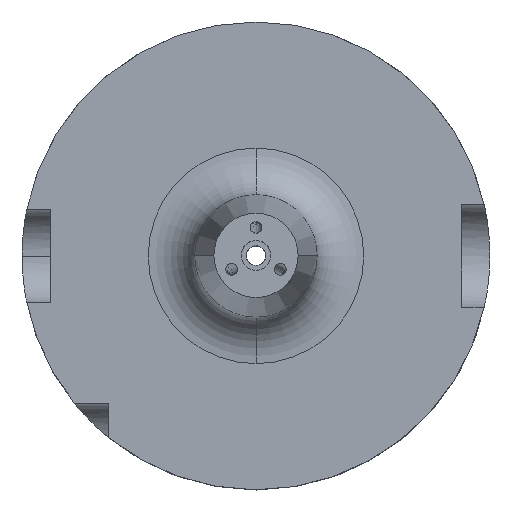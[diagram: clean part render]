
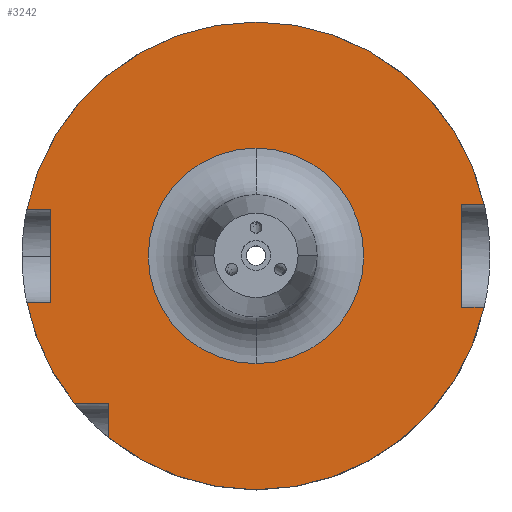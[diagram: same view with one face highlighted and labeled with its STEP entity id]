
A CAD part, top view. The second image highlights one B-rep face of the part: STEP entity #3242.
In plain terms, the highlighted planar face has unit normal (0, 0, 1).
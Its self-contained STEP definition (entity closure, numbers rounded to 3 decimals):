
#16 = DIRECTION ( 'NONE',  ( 0., -1., 0. ) ) ;
#44 = DIRECTION ( 'NONE',  ( -1., 0., 0. ) ) ;
#84 = ORIENTED_EDGE ( 'NONE', *, *, #1945, .F. ) ;
#112 = CIRCLE ( 'NONE', #1475, 50. ) ;
#138 = CARTESIAN_POINT ( 'NONE',  ( 0., 23.045, 29. ) ) ;
#151 = CIRCLE ( 'NONE', #1584, 23.045 ) ;
#163 = ORIENTED_EDGE ( 'NONE', *, *, #2469, .F. ) ;
#217 = VERTEX_POINT ( 'NONE', #1436 ) ;
#231 = CARTESIAN_POINT ( 'NONE',  ( 44., -11., 29. ) ) ;
#292 = CARTESIAN_POINT ( 'NONE',  ( -48.99, -10., 29. ) ) ;
#322 = CARTESIAN_POINT ( 'NONE',  ( 54., -11., 29. ) ) ;
#355 = EDGE_LOOP ( 'NONE', ( #849, #1062, #751, #929, #2904, #729, #2238, #2984, #84, #2329, #3078, #163 ) ) ;
#418 = DIRECTION ( 'NONE',  ( 0., 0., -1. ) ) ;
#519 = DIRECTION ( 'NONE',  ( 0., 0., -1. ) ) ;
#523 = ORIENTED_EDGE ( 'NONE', *, *, #1717, .T. ) ;
#548 = DIRECTION ( 'NONE',  ( 0., 0., -1. ) ) ;
#603 = VECTOR ( 'NONE', #2666, 1000. ) ;
#641 = VECTOR ( 'NONE', #2307, 1000. ) ;
#729 = ORIENTED_EDGE ( 'NONE', *, *, #1824, .F. ) ;
#734 = EDGE_CURVE ( 'NONE', #1316, #1402, #2654, .T. ) ;
#751 = ORIENTED_EDGE ( 'NONE', *, *, #1725, .F. ) ;
#806 = LINE ( 'NONE', #2245, #2318 ) ;
#846 = DIRECTION ( 'NONE',  ( 1., 0., 0. ) ) ;
#849 = ORIENTED_EDGE ( 'NONE', *, *, #2490, .T. ) ;
#887 = DIRECTION ( 'NONE',  ( 0., 0., -1. ) ) ;
#895 = VERTEX_POINT ( 'NONE', #3174 ) ;
#929 = ORIENTED_EDGE ( 'NONE', *, *, #2283, .F. ) ;
#944 = DIRECTION ( 'NONE',  ( 0., 0., -1. ) ) ;
#1002 = CARTESIAN_POINT ( 'NONE',  ( -38.83, -31.5, 29. ) ) ;
#1045 = AXIS2_PLACEMENT_3D ( 'NONE', #2569, #887, #2861 ) ;
#1062 = ORIENTED_EDGE ( 'NONE', *, *, #2360, .T. ) ;
#1078 = ORIENTED_EDGE ( 'NONE', *, *, #3312, .T. ) ;
#1113 = DIRECTION ( 'NONE',  ( 0., -1., 0. ) ) ;
#1225 = CIRCLE ( 'NONE', #3149, 50. ) ;
#1239 = EDGE_LOOP ( 'NONE', ( #523, #1078 ) ) ;
#1257 = AXIS2_PLACEMENT_3D ( 'NONE', #2200, #519, #2480 ) ;
#1261 = VECTOR ( 'NONE', #1923, 1000. ) ;
#1316 = VERTEX_POINT ( 'NONE', #2231 ) ;
#1343 = LINE ( 'NONE', #322, #3498 ) ;
#1366 = VERTEX_POINT ( 'NONE', #1423 ) ;
#1376 = VERTEX_POINT ( 'NONE', #3112 ) ;
#1402 = VERTEX_POINT ( 'NONE', #1991 ) ;
#1406 = DIRECTION ( 'NONE',  ( 0., -1., 0. ) ) ;
#1423 = CARTESIAN_POINT ( 'NONE',  ( 0., -23.045, 29. ) ) ;
#1436 = CARTESIAN_POINT ( 'NONE',  ( -44., 10., 29. ) ) ;
#1475 = AXIS2_PLACEMENT_3D ( 'NONE', #2627, #944, #2924 ) ;
#1512 = EDGE_CURVE ( 'NONE', #2391, #1316, #112, .T. ) ;
#1559 = VECTOR ( 'NONE', #1113, 1000. ) ;
#1573 = LINE ( 'NONE', #2795, #2620 ) ;
#1584 = AXIS2_PLACEMENT_3D ( 'NONE', #3375, #1704, #16 ) ;
#1641 = DIRECTION ( 'NONE',  ( 0., -1., 0. ) ) ;
#1704 = DIRECTION ( 'NONE',  ( 0., 0., -1. ) ) ;
#1717 = EDGE_CURVE ( 'NONE', #1366, #2150, #151, .T. ) ;
#1725 = EDGE_CURVE ( 'NONE', #2107, #3003, #806, .T. ) ;
#1736 = CIRCLE ( 'NONE', #1257, 50. ) ;
#1824 = EDGE_CURVE ( 'NONE', #2311, #1376, #2890, .T. ) ;
#1883 = CARTESIAN_POINT ( 'NONE',  ( 44., -11., 29. ) ) ;
#1923 = DIRECTION ( 'NONE',  ( -1., 0., 0. ) ) ;
#1945 = EDGE_CURVE ( 'NONE', #1402, #2762, #3270, .T. ) ;
#1991 = CARTESIAN_POINT ( 'NONE',  ( 44., 11., 29. ) ) ;
#2020 = LINE ( 'NONE', #3042, #1261 ) ;
#2025 = CARTESIAN_POINT ( 'NONE',  ( -31.5, 44., 29. ) ) ;
#2036 = CARTESIAN_POINT ( 'NONE',  ( -48.99, 10., 29. ) ) ;
#2097 = CIRCLE ( 'NONE', #1045, 23.045 ) ;
#2103 = CARTESIAN_POINT ( 'NONE',  ( 0., 0., 29. ) ) ;
#2107 = VERTEX_POINT ( 'NONE', #292 ) ;
#2108 = CARTESIAN_POINT ( 'NONE',  ( 54., 11., 29. ) ) ;
#2150 = VERTEX_POINT ( 'NONE', #138 ) ;
#2200 = CARTESIAN_POINT ( 'NONE',  ( 0., 0., 29. ) ) ;
#2231 = CARTESIAN_POINT ( 'NONE',  ( 48.775, 11., 29. ) ) ;
#2232 = CIRCLE ( 'NONE', #3087, 50. ) ;
#2233 = CARTESIAN_POINT ( 'NONE',  ( 0., 0., 29. ) ) ;
#2238 = ORIENTED_EDGE ( 'NONE', *, *, #3045, .F. ) ;
#2245 = CARTESIAN_POINT ( 'NONE',  ( -54., -10., 29. ) ) ;
#2283 = EDGE_CURVE ( 'NONE', #3114, #2107, #1736, .T. ) ;
#2307 = DIRECTION ( 'NONE',  ( 0., 1., 0. ) ) ;
#2311 = VERTEX_POINT ( 'NONE', #2772 ) ;
#2318 = VECTOR ( 'NONE', #846, 1000. ) ;
#2329 = ORIENTED_EDGE ( 'NONE', *, *, #734, .F. ) ;
#2360 = EDGE_CURVE ( 'NONE', #217, #3003, #2478, .T. ) ;
#2384 = DIRECTION ( 'NONE',  ( 0., 1., 0. ) ) ;
#2391 = VERTEX_POINT ( 'NONE', #3025 ) ;
#2469 = EDGE_CURVE ( 'NONE', #2931, #2391, #1225, .T. ) ;
#2478 = LINE ( 'NONE', #3094, #1559 ) ;
#2480 = DIRECTION ( 'NONE',  ( 0., 1., 0. ) ) ;
#2490 = EDGE_CURVE ( 'NONE', #2931, #217, #1573, .T. ) ;
#2511 = DIRECTION ( 'NONE',  ( 0., 1., 0. ) ) ;
#2569 = CARTESIAN_POINT ( 'NONE',  ( 0., 0., 29. ) ) ;
#2620 = VECTOR ( 'NONE', #2767, 1000. ) ;
#2627 = CARTESIAN_POINT ( 'NONE',  ( 0., 0., 29. ) ) ;
#2654 = LINE ( 'NONE', #2108, #603 ) ;
#2666 = DIRECTION ( 'NONE',  ( -1., 0., 0. ) ) ;
#2762 = VERTEX_POINT ( 'NONE', #1883 ) ;
#2763 = PLANE ( 'NONE',  #3010 ) ;
#2767 = DIRECTION ( 'NONE',  ( 1., 0., 0. ) ) ;
#2772 = CARTESIAN_POINT ( 'NONE',  ( -31.5, -38.83, 29. ) ) ;
#2795 = CARTESIAN_POINT ( 'NONE',  ( -54., 10., 29. ) ) ;
#2802 = CARTESIAN_POINT ( 'NONE',  ( 0., 44., 29. ) ) ;
#2842 = EDGE_CURVE ( 'NONE', #1376, #3114, #2020, .T. ) ;
#2861 = DIRECTION ( 'NONE',  ( 0., -1., 0. ) ) ;
#2890 = LINE ( 'NONE', #2025, #641 ) ;
#2904 = ORIENTED_EDGE ( 'NONE', *, *, #2842, .F. ) ;
#2924 = DIRECTION ( 'NONE',  ( 0., 1., 0. ) ) ;
#2931 = VERTEX_POINT ( 'NONE', #2036 ) ;
#2984 = ORIENTED_EDGE ( 'NONE', *, *, #3324, .T. ) ;
#3003 = VERTEX_POINT ( 'NONE', #3197 ) ;
#3010 = AXIS2_PLACEMENT_3D ( 'NONE', #2802, #3097, #1406 ) ;
#3025 = CARTESIAN_POINT ( 'NONE',  ( 0., 50., 29. ) ) ;
#3026 = FACE_OUTER_BOUND ( 'NONE', #355, .T. ) ;
#3042 = CARTESIAN_POINT ( 'NONE',  ( 0., -31.5, 29. ) ) ;
#3045 = EDGE_CURVE ( 'NONE', #895, #2311, #2232, .T. ) ;
#3078 = ORIENTED_EDGE ( 'NONE', *, *, #1512, .F. ) ;
#3087 = AXIS2_PLACEMENT_3D ( 'NONE', #2103, #418, #2384 ) ;
#3094 = CARTESIAN_POINT ( 'NONE',  ( -44., -10., 29. ) ) ;
#3097 = DIRECTION ( 'NONE',  ( 0., 0., 1. ) ) ;
#3112 = CARTESIAN_POINT ( 'NONE',  ( -31.5, -31.5, 29. ) ) ;
#3114 = VERTEX_POINT ( 'NONE', #1002 ) ;
#3149 = AXIS2_PLACEMENT_3D ( 'NONE', #2233, #548, #2511 ) ;
#3174 = CARTESIAN_POINT ( 'NONE',  ( 48.775, -11., 29. ) ) ;
#3188 = VECTOR ( 'NONE', #1641, 1000. ) ;
#3195 = FACE_BOUND ( 'NONE', #1239, .T. ) ;
#3197 = CARTESIAN_POINT ( 'NONE',  ( -44., -10., 29. ) ) ;
#3242 = ADVANCED_FACE ( 'NONE', ( #3195, #3026 ), #2763, .T. ) ;
#3270 = LINE ( 'NONE', #231, #3188 ) ;
#3312 = EDGE_CURVE ( 'NONE', #2150, #1366, #2097, .T. ) ;
#3324 = EDGE_CURVE ( 'NONE', #895, #2762, #1343, .T. ) ;
#3375 = CARTESIAN_POINT ( 'NONE',  ( 0., 0., 29. ) ) ;
#3498 = VECTOR ( 'NONE', #44, 1000. ) ;
